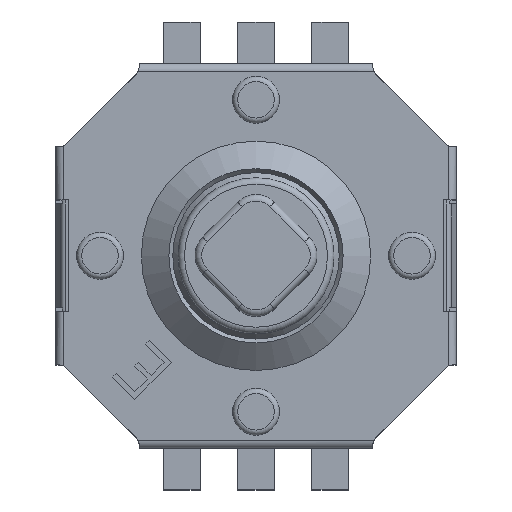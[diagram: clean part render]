
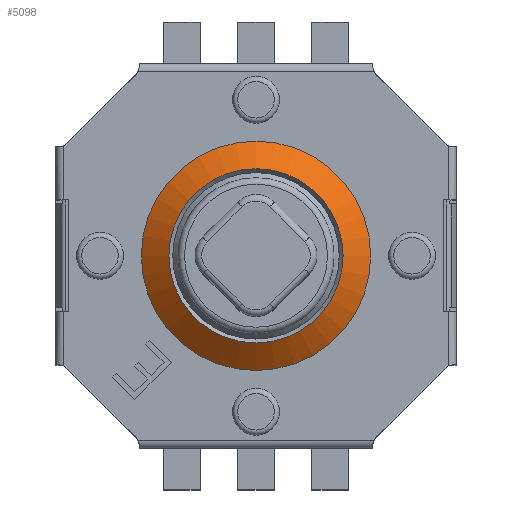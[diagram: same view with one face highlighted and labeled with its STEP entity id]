
A CAD part, top view. The second image highlights one B-rep face of the part: STEP entity #5098.
In plain terms, the highlighted conical face has half-angle 50.946 degrees and reference radius 2.033 mm.
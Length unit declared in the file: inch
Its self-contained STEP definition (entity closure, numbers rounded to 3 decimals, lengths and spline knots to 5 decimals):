
#26=CONICAL_SURFACE('',#5501,0.08004,0.889);
#115=CIRCLE('',#5376,0.08683);
#169=CIRCLE('',#5502,0.06597);
#427=FACE_OUTER_BOUND('',#718,.T.);
#718=EDGE_LOOP('',(#3825,#3826,#3827,#3828));
#1167=LINE('',#8052,#1727);
#1727=VECTOR('',#6416,0.08004);
#2172=VERTEX_POINT('',#7593);
#2300=VERTEX_POINT('',#8050);
#2687=EDGE_CURVE('',#2172,#2172,#115,.T.);
#2890=EDGE_CURVE('',#2300,#2300,#169,.T.);
#2891=EDGE_CURVE('',#2300,#2172,#1167,.T.);
#3825=ORIENTED_EDGE('',*,*,#2890,.F.);
#3826=ORIENTED_EDGE('',*,*,#2891,.T.);
#3827=ORIENTED_EDGE('',*,*,#2687,.F.);
#3828=ORIENTED_EDGE('',*,*,#2891,.F.);
#5098=ADVANCED_FACE('',(#427),#26,.T.);
#5376=AXIS2_PLACEMENT_3D('',#7594,#6023,#6024);
#5501=AXIS2_PLACEMENT_3D('',#8049,#6412,#6413);
#5502=AXIS2_PLACEMENT_3D('',#8051,#6414,#6415);
#6023=DIRECTION('center_axis',(0.,0.,
-1.));
#6024=DIRECTION('ref_axis',(1.,0.,0.));
#6412=DIRECTION('center_axis',(0.,0.,
-1.));
#6413=DIRECTION('ref_axis',(1.,0.,0.));
#6414=DIRECTION('center_axis',(0.,0.,
1.));
#6415=DIRECTION('ref_axis',(1.,0.,0.));
#6416=DIRECTION('',(-0.777,0.,-0.63));
#7593=CARTESIAN_POINT('',(-0.08683,0.,0.0626));
#7594=CARTESIAN_POINT('Origin',(0.,0.,
0.0626));
#8049=CARTESIAN_POINT('Origin',(0.,0.,
0.06811));
#8050=CARTESIAN_POINT('',(-0.06597,0.,0.07953));
#8051=CARTESIAN_POINT('Origin',(0.,0.,
0.07953));
#8052=CARTESIAN_POINT('',(-0.08004,0.,0.06811));
